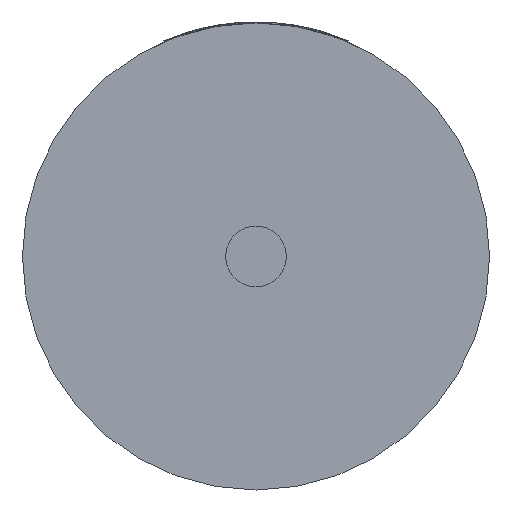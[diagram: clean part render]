
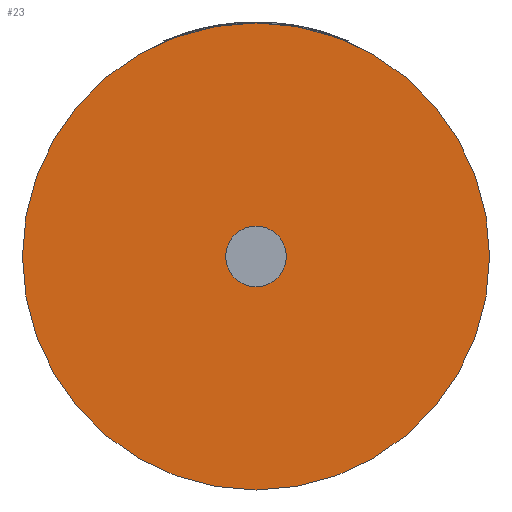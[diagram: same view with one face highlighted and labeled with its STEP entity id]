
A CAD part, front view. The second image highlights one B-rep face of the part: STEP entity #23.
In plain terms, the highlighted planar face has unit normal (0, -1, 0).
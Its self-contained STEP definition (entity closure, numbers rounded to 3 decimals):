
#23 = ADVANCED_FACE ( 'NONE', ( #3124, #1862 ), #1552, .F. ) ;
#179 = EDGE_CURVE ( 'NONE', #1913, #2101, #2156, .T. ) ;
#186 = CARTESIAN_POINT ( 'NONE',  ( 0., 0., 0. ) ) ;
#262 = AXIS2_PLACEMENT_3D ( 'NONE', #610, #2581, #3472 ) ;
#282 = CARTESIAN_POINT ( 'NONE',  ( 0., 0., 2.5 ) ) ;
#338 = CIRCLE ( 'NONE', #3584, 0.325 ) ;
#508 = CARTESIAN_POINT ( 'NONE',  ( 0., 0., 0. ) ) ;
#610 = CARTESIAN_POINT ( 'NONE',  ( 0., 0., 0. ) ) ;
#727 = CIRCLE ( 'NONE', #1619, 2.5 ) ;
#892 = EDGE_CURVE ( 'NONE', #1553, #2046, #3577, .T. ) ;
#902 = DIRECTION ( 'NONE',  ( 0., 1., 0. ) ) ;
#971 = DIRECTION ( 'NONE',  ( 0., 0., 1. ) ) ;
#1104 = DIRECTION ( 'NONE',  ( 0., 1., 0. ) ) ;
#1134 = EDGE_LOOP ( 'NONE', ( #3430, #2905 ) ) ;
#1552 = PLANE ( 'NONE',  #3277 ) ;
#1553 = VERTEX_POINT ( 'NONE', #3476 ) ;
#1619 = AXIS2_PLACEMENT_3D ( 'NONE', #3410, #1104, #3700 ) ;
#1648 = DIRECTION ( 'NONE',  ( 0., 1., 0. ) ) ;
#1690 = EDGE_CURVE ( 'NONE', #2101, #1913, #727, .T. ) ;
#1717 = EDGE_LOOP ( 'NONE', ( #2019, #2664 ) ) ;
#1862 = FACE_OUTER_BOUND ( 'NONE', #1134, .T. ) ;
#1913 = VERTEX_POINT ( 'NONE', #282 ) ;
#2019 = ORIENTED_EDGE ( 'NONE', *, *, #892, .T. ) ;
#2046 = VERTEX_POINT ( 'NONE', #3220 ) ;
#2066 = AXIS2_PLACEMENT_3D ( 'NONE', #2610, #902, #2907 ) ;
#2101 = VERTEX_POINT ( 'NONE', #2216 ) ;
#2156 = CIRCLE ( 'NONE', #262, 2.5 ) ;
#2170 = EDGE_CURVE ( 'NONE', #2046, #1553, #338, .T. ) ;
#2216 = CARTESIAN_POINT ( 'NONE',  ( 0., 0., -2.5 ) ) ;
#2385 = DIRECTION ( 'NONE',  ( 0., 1., 0. ) ) ;
#2581 = DIRECTION ( 'NONE',  ( 0., 1., 0. ) ) ;
#2610 = CARTESIAN_POINT ( 'NONE',  ( 0., 0., 0. ) ) ;
#2664 = ORIENTED_EDGE ( 'NONE', *, *, #2170, .T. ) ;
#2763 = DIRECTION ( 'NONE',  ( 0., 0., 1. ) ) ;
#2905 = ORIENTED_EDGE ( 'NONE', *, *, #179, .F. ) ;
#2907 = DIRECTION ( 'NONE',  ( 0., 0., 1. ) ) ;
#3124 = FACE_BOUND ( 'NONE', #1717, .T. ) ;
#3220 = CARTESIAN_POINT ( 'NONE',  ( 0., 0., -0.325 ) ) ;
#3277 = AXIS2_PLACEMENT_3D ( 'NONE', #186, #2385, #971 ) ;
#3410 = CARTESIAN_POINT ( 'NONE',  ( 0., 0., 0. ) ) ;
#3430 = ORIENTED_EDGE ( 'NONE', *, *, #1690, .F. ) ;
#3472 = DIRECTION ( 'NONE',  ( 0., 0., 1. ) ) ;
#3476 = CARTESIAN_POINT ( 'NONE',  ( 0., 0., 0.325 ) ) ;
#3577 = CIRCLE ( 'NONE', #2066, 0.325 ) ;
#3584 = AXIS2_PLACEMENT_3D ( 'NONE', #508, #1648, #2763 ) ;
#3700 = DIRECTION ( 'NONE',  ( 0., 0., 1. ) ) ;
